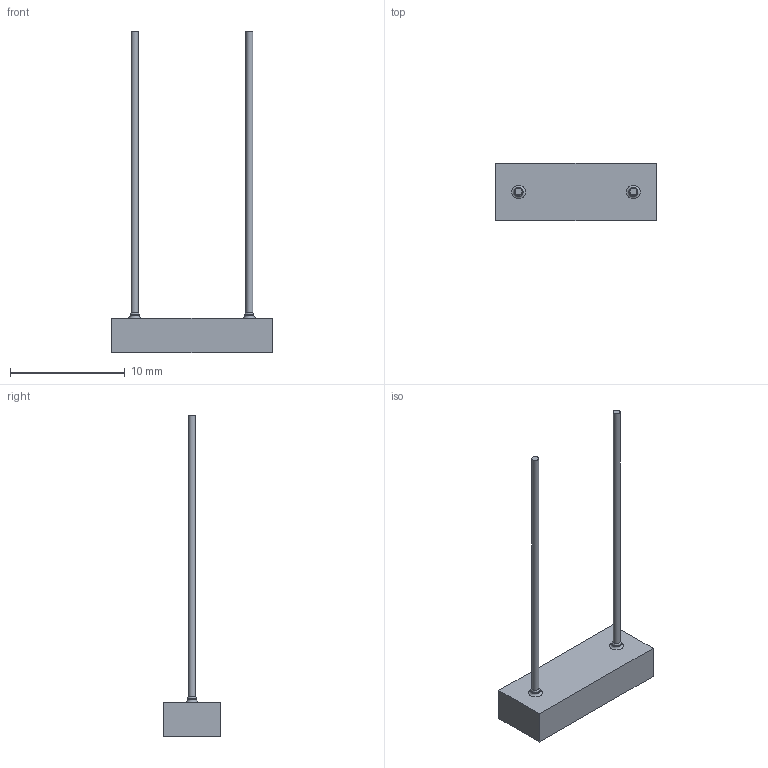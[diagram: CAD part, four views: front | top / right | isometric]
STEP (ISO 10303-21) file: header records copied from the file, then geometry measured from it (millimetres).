
FILE_DESCRIPTION(/* description */ (''),/* implementation_level */ '2;1');
FILE_NAME(/* name */ 'A60.stp',/* time_stamp */ '2023-12-15T07:18:34+02:00',/* author */ ('user'),/* organization */ (''),/* preprocessor_version */ 'ST-DEVELOPER v19.2',/* originating_system */ 'Autodesk Inventor 2024',/* authorisation */ '');
FILE_SCHEMA (('AUTOMOTIVE_DESIGN { 1 0 10303 214 3 1 1 }'));
Length unit declared in the file: millimetre
Products named in the file (1): A54
Bounding box: 14 x 5 x 28 mm (x, y, z)
Volume: 224.4 mm3; surface area: 348 mm2
Topology: 1 solids, 1 shells, 16 faces, 50 edges, 59 vertices
Faces by surface type: plane 8, cylinder 4, bspline 2, torus 2
Full cylindrical faces by diameter (mm): 0.6 x2, 0.8 x2
Entity records: 609 total; most frequent: CARTESIAN_POINT 160, DIRECTION 84, ORIENTED_EDGE 64, AXIS2_PLACEMENT_3D 34, EDGE_CURVE 32, VERTEX_POINT 20, CIRCLE 19, EDGE_LOOP 18
